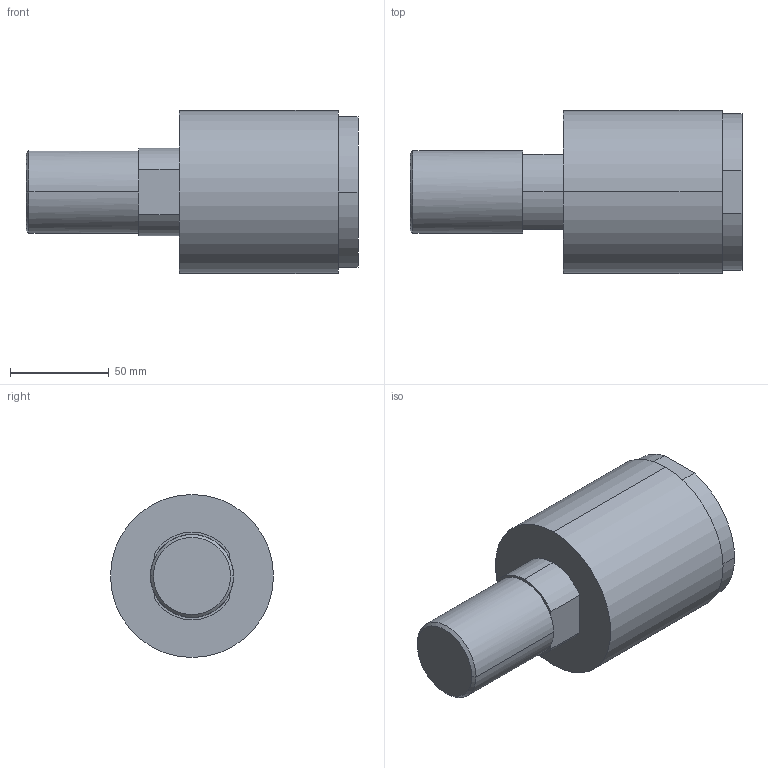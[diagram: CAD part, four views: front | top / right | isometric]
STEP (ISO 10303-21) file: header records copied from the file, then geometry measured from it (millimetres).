
FILE_DESCRIPTION((''),'2;1');
FILE_NAME('ACA420M.stp','2000-11-09T08:53:06',(''),(''),'AutoCAD STEP 2000','AutoCAD 2000',', , ');
FILE_SCHEMA(('CONFIG_CONTROL_DESIGN'));
Length unit declared in the file: millimetre
Bounding box: 168 x 82.5 x 82.5 mm (x, y, z)
Volume: 508165.9 mm3; surface area: 51855.7 mm2
Topology: 1 solids, 3 shells, 57 faces, 138 edges, 90 vertices
Faces by surface type: plane 39, cylinder 14, cone 2, bspline 2
Entity records: 1751 total; most frequent: CARTESIAN_POINT 292, DIRECTION 284, ORIENTED_EDGE 276, EDGE_CURVE 138, VECTOR 104, LINE 104, AXIS2_PLACEMENT_3D 90, VERTEX_POINT 90
